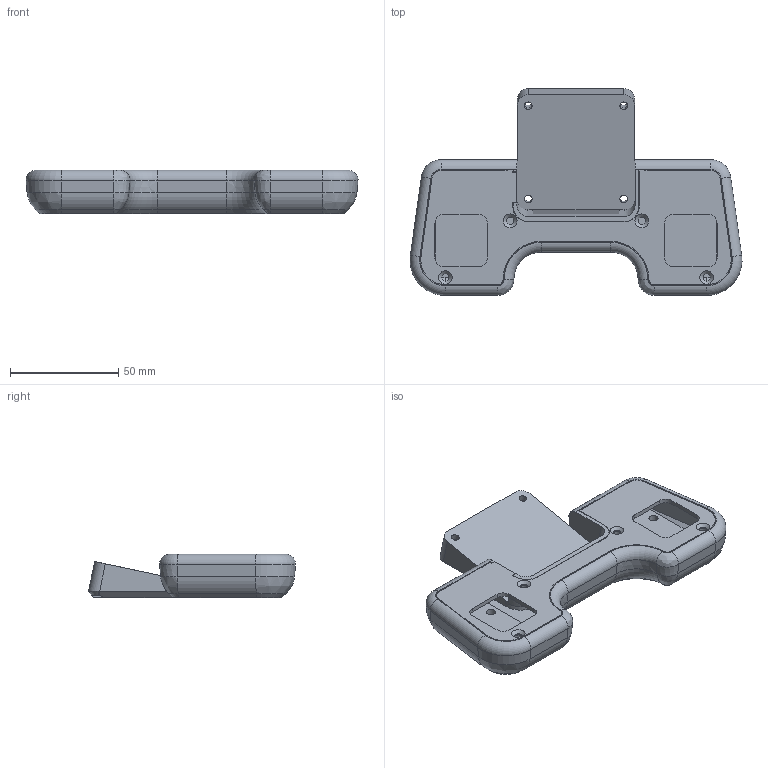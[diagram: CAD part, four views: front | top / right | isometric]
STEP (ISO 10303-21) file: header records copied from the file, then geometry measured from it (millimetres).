
FILE_DESCRIPTION(/* description */ (''),/* implementation_level */ '2;1');
FILE_NAME(/* name */ 'M5_Remote_Joystick v5.step',/* time_stamp */ '2025-08-19T17:50:58+02:00',/* author */ (''),/* organization */ (''),/* preprocessor_version */ 'ST-DEVELOPER v20.1',/* originating_system */ 'Autodesk Translation Framework v14.10.0.0',/* authorisation */ '');
FILE_SCHEMA (('AUTOMOTIVE_DESIGN { 1 0 10303 214 3 1 1 }'));
Length unit declared in the file: millimetre
Products named in the file (3): M5_Remote_Joystick; Panel; Body
Assembly tree (2 placements, depth 2):
  M5_Remote_Joystick
    Panel
    Body
Bounding box: 153.05 x 95.46 x 20 mm (x, y, z)
Volume: 93796.7 mm3; surface area: 45090.1 mm2
Topology: 2 solids, 2 shells, 309 faces, 823 edges, 518 vertices
Faces by surface type: plane 136, cylinder 74, cone 54, bspline 37, torus 8
Full cylindrical faces by diameter (mm): 3.5 x8, 4.2 x8, 6 x4
Entity records: 11293 total; most frequent: CARTESIAN_POINT 3598, ORIENTED_EDGE 1642, DIRECTION 1540, EDGE_CURVE 821, AXIS2_PLACEMENT_3D 533, VERTEX_POINT 518, LINE 474, VECTOR 474
